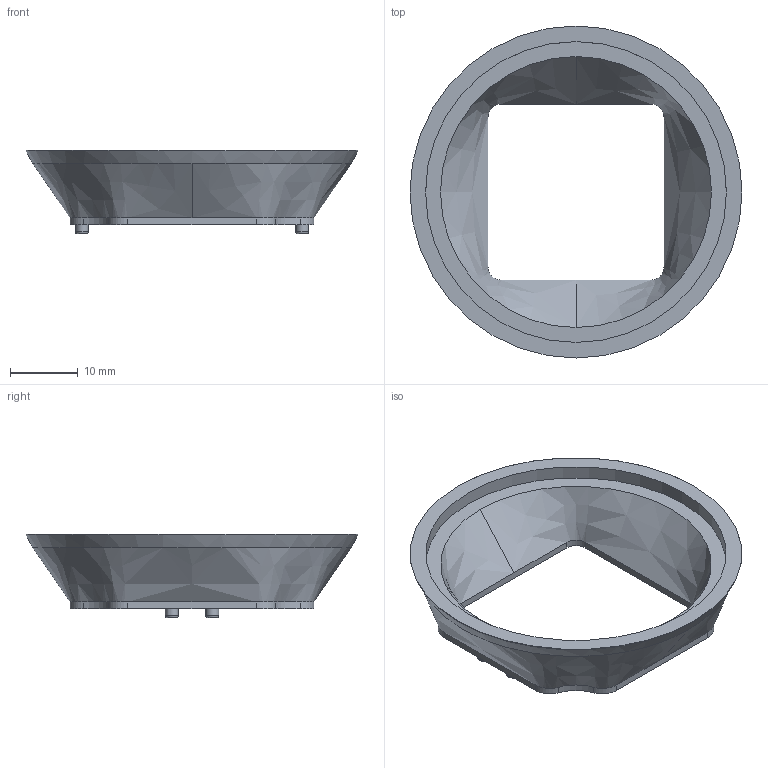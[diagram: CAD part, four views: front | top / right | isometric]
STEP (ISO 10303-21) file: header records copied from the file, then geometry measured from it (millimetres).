
FILE_DESCRIPTION(/* description */ (''),/* implementation_level */ '2;1');
FILE_NAME(/* name */ 'Reflector.step',/* time_stamp */ '2020-05-21T14:19:39+02:00',/* author */ (''),/* organization */ (''),/* preprocessor_version */ 'ST-DEVELOPER v18.1',/* originating_system */ 'Autodesk Translation Framework v9.3.0.1241',/* authorisation */ '');
FILE_SCHEMA (('AUTOMOTIVE_DESIGN { 1 0 10303 214 3 1 1 }'));
Length unit declared in the file: millimetre
Products named in the file (1): Reflector
Bounding box: 49 x 49 x 12.35 mm (x, y, z)
Volume: 4808.5 mm3; surface area: 4315.2 mm2
Topology: 1 solids, 1 shells, 46 faces, 124 edges, 85 vertices
Faces by surface type: cylinder 22, plane 15, torus 4, bspline 4, cone 1
Full cylindrical faces by diameter (mm): 1.9 x4, 44.4 x1, 49 x1
Entity records: 1903 total; most frequent: CARTESIAN_POINT 656, DIRECTION 269, ORIENTED_EDGE 248, EDGE_CURVE 124, AXIS2_PLACEMENT_3D 107, VERTEX_POINT 85, CIRCLE 64, LINE 55
